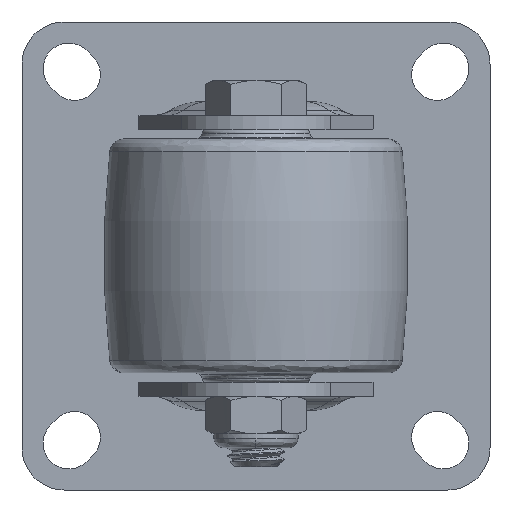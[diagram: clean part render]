
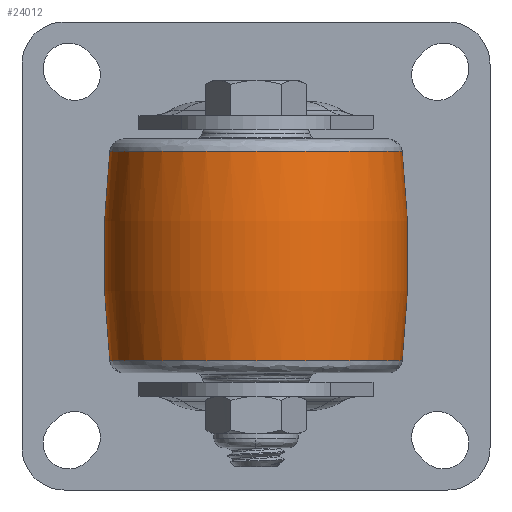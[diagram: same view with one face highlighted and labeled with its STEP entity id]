
A CAD part, front view. The second image highlights one B-rep face of the part: STEP entity #24012.
In plain terms, the highlighted toroidal (fillet/blend) face has major radius 167.5 mm and minor radius 200 mm.
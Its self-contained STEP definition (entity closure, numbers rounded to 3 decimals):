
#682 = AXIS2_PLACEMENT_3D ( 'NONE', #2533, #2673, #6407 ) ;
#992 = CIRCLE ( 'NONE', #4398, 200. ) ;
#2300 = CARTESIAN_POINT ( 'NONE',  ( 167.5, -58.5, 0. ) ) ;
#2533 = CARTESIAN_POINT ( 'NONE',  ( 0., -58.5, 0. ) ) ;
#2673 = DIRECTION ( 'NONE',  ( 0., 0., -1. ) ) ;
#3724 = CARTESIAN_POINT ( 'NONE',  ( 0., -58.5, -22.335 ) ) ;
#4398 = AXIS2_PLACEMENT_3D ( 'NONE', #2300, #12186, #18536 ) ;
#4940 = CARTESIAN_POINT ( 'NONE',  ( 31.249, -58.5, 22.335 ) ) ;
#5353 = ORIENTED_EDGE ( 'NONE', *, *, #16893, .T. ) ;
#5645 = EDGE_CURVE ( 'NONE', #12556, #19834, #8467, .T. ) ;
#6407 = DIRECTION ( 'NONE',  ( -1., 0., 0. ) ) ;
#6775 = AXIS2_PLACEMENT_3D ( 'NONE', #25850, #21542, #15349 ) ;
#6781 = AXIS2_PLACEMENT_3D ( 'NONE', #17941, #13567, #21636 ) ;
#6874 = VERTEX_POINT ( 'NONE', #18290 ) ;
#7603 = DIRECTION ( 'NONE',  ( 0.998, 0.063, 0. ) ) ;
#8314 = CARTESIAN_POINT ( 'NONE',  ( -31.249, -58.5, 22.335 ) ) ;
#8467 = CIRCLE ( 'NONE', #6775, 200. ) ;
#11414 = ORIENTED_EDGE ( 'NONE', *, *, #21574, .T. ) ;
#11503 = CIRCLE ( 'NONE', #6781, 31.249 ) ;
#11594 = AXIS2_PLACEMENT_3D ( 'NONE', #3724, #15358, #7603 ) ;
#12186 = DIRECTION ( 'NONE',  ( 0., -1., 0. ) ) ;
#12207 = TOROIDAL_SURFACE ( 'NONE', #682, -167.5, 200. ) ;
#12436 = VERTEX_POINT ( 'NONE', #8314 ) ;
#12556 = VERTEX_POINT ( 'NONE', #4940 ) ;
#13567 = DIRECTION ( 'NONE',  ( 0., 0., -1. ) ) ;
#15166 = ORIENTED_EDGE ( 'NONE', *, *, #5645, .F. ) ;
#15349 = DIRECTION ( 'NONE',  ( 0., 0., 1. ) ) ;
#15358 = DIRECTION ( 'NONE',  ( 0., 0., 1. ) ) ;
#15673 = EDGE_LOOP ( 'NONE', ( #15166, #11414, #18011, #5353 ) ) ;
#16893 = EDGE_CURVE ( 'NONE', #6874, #19834, #25954, .T. ) ;
#17061 = FACE_OUTER_BOUND ( 'NONE', #15673, .T. ) ;
#17941 = CARTESIAN_POINT ( 'NONE',  ( 0., -58.5, 22.335 ) ) ;
#18011 = ORIENTED_EDGE ( 'NONE', *, *, #22190, .T. ) ;
#18290 = CARTESIAN_POINT ( 'NONE',  ( -31.249, -58.5, -22.335 ) ) ;
#18536 = DIRECTION ( 'NONE',  ( 0., 0., -1. ) ) ;
#18847 = CARTESIAN_POINT ( 'NONE',  ( 31.249, -58.5, -22.335 ) ) ;
#19834 = VERTEX_POINT ( 'NONE', #18847 ) ;
#21542 = DIRECTION ( 'NONE',  ( 0., 1., 0. ) ) ;
#21574 = EDGE_CURVE ( 'NONE', #12556, #12436, #11503, .T. ) ;
#21636 = DIRECTION ( 'NONE',  ( 0.998, 0.063, 0. ) ) ;
#22190 = EDGE_CURVE ( 'NONE', #12436, #6874, #992, .T. ) ;
#24012 = ADVANCED_FACE ( 'NONE', ( #17061 ), #12207, .T. ) ;
#25850 = CARTESIAN_POINT ( 'NONE',  ( -167.5, -58.5, 0. ) ) ;
#25954 = CIRCLE ( 'NONE', #11594, 31.249 ) ;
